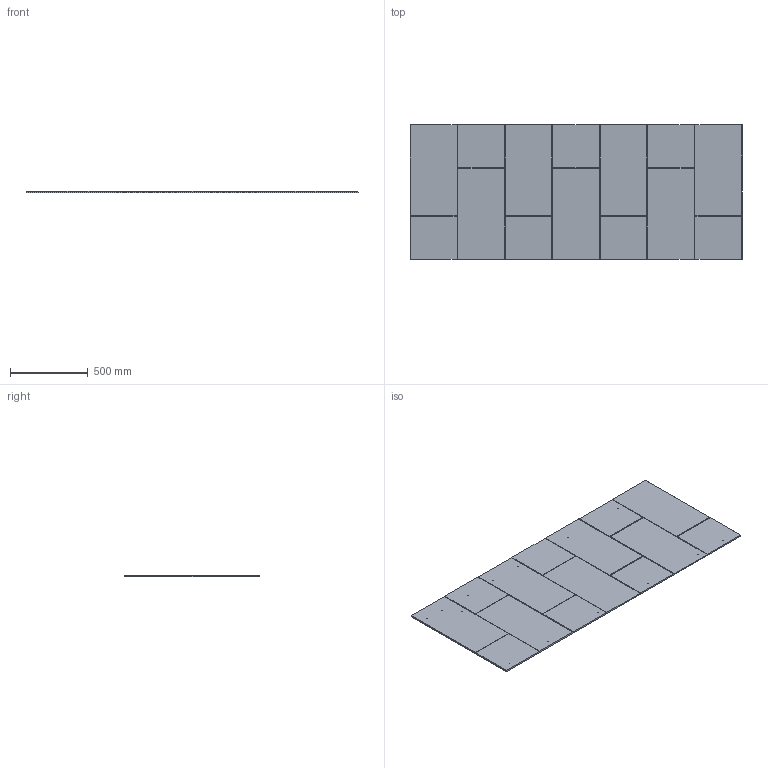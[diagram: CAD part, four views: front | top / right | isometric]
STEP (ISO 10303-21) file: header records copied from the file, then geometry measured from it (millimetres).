
FILE_DESCRIPTION (( 'STEP AP203' ), '1' );
FILE_NAME ('TSMK8434.STEP', '2022-09-07T12:26:28', ( '' ), ( '' ), 'SwSTEP 2.0', 'SolidWorks 2020', '' );
FILE_SCHEMA (( 'CONFIG_CONTROL_DESIGN' ));
Length unit declared in the file: millimetre
Products named in the file (1): TSMK8434
Bounding box: 2133.6 x 863.6 x 9.53 mm (x, y, z)
Volume: 17515145.7 mm3; surface area: 3748495 mm2
Topology: 1 solids, 1 shells, 433 faces, 1107 edges, 702 vertices
Faces by surface type: plane 190, cylinder 131, bspline 54, torus 52, cone 4, sphere 2
Entity records: 18265 total; most frequent: CARTESIAN_POINT 8356, ORIENTED_EDGE 2214, DIRECTION 1775, EDGE_CURVE 1107, VERTEX_POINT 702, AXIS2_PLACEMENT_3D 636, VECTOR 503, LINE 503
